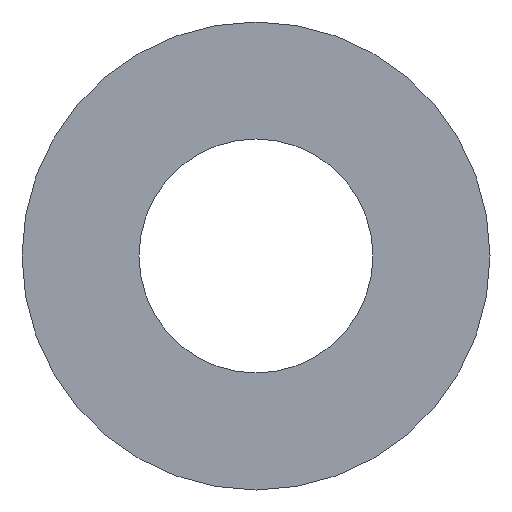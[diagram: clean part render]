
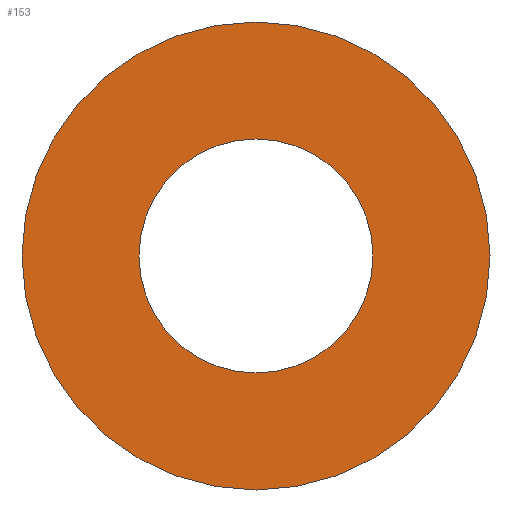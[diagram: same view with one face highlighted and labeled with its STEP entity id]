
A CAD part, front view. The second image highlights one B-rep face of the part: STEP entity #153.
In plain terms, the highlighted planar face has unit normal (0, -1, 0).
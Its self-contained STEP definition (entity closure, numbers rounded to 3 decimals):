
#1 = EDGE_LOOP ( 'NONE', ( #16, #30 ) ) ;
#2 = EDGE_CURVE ( 'NONE', #61, #199, #21, .T. ) ;
#5 = CIRCLE ( 'NONE', #9, 16. ) ;
#9 = AXIS2_PLACEMENT_3D ( 'NONE', #189, #75, #44 ) ;
#10 = EDGE_CURVE ( 'NONE', #167, #151, #5, .T. ) ;
#11 = FACE_OUTER_BOUND ( 'NONE', #63, .T. ) ;
#12 = CARTESIAN_POINT ( 'NONE',  ( 0., -1.5, 8. ) ) ;
#15 = AXIS2_PLACEMENT_3D ( 'NONE', #65, #91, #72 ) ;
#16 = ORIENTED_EDGE ( 'NONE', *, *, #2, .T. ) ;
#21 = CIRCLE ( 'NONE', #85, 8. ) ;
#22 = ORIENTED_EDGE ( 'NONE', *, *, #57, .F. ) ;
#26 = DIRECTION ( 'NONE',  ( 0., 0., 1. ) ) ;
#30 = ORIENTED_EDGE ( 'NONE', *, *, #59, .T. ) ;
#43 = CIRCLE ( 'NONE', #15, 8. ) ;
#44 = DIRECTION ( 'NONE',  ( 0., 0., 1. ) ) ;
#56 = AXIS2_PLACEMENT_3D ( 'NONE', #103, #74, #171 ) ;
#57 = EDGE_CURVE ( 'NONE', #151, #167, #130, .T. ) ;
#59 = EDGE_CURVE ( 'NONE', #199, #61, #43, .T. ) ;
#61 = VERTEX_POINT ( 'NONE', #173 ) ;
#63 = EDGE_LOOP ( 'NONE', ( #106, #22 ) ) ;
#65 = CARTESIAN_POINT ( 'NONE',  ( 0., -1.5, 0. ) ) ;
#72 = DIRECTION ( 'NONE',  ( 0., 0., 1. ) ) ;
#74 = DIRECTION ( 'NONE',  ( 0., 1., 0. ) ) ;
#75 = DIRECTION ( 'NONE',  ( 0., 1., 0. ) ) ;
#80 = PLANE ( 'NONE',  #110 ) ;
#85 = AXIS2_PLACEMENT_3D ( 'NONE', #117, #187, #176 ) ;
#91 = DIRECTION ( 'NONE',  ( 0., 1., 0. ) ) ;
#95 = FACE_BOUND ( 'NONE', #1, .T. ) ;
#103 = CARTESIAN_POINT ( 'NONE',  ( 0., -1.5, 0. ) ) ;
#106 = ORIENTED_EDGE ( 'NONE', *, *, #10, .F. ) ;
#110 = AXIS2_PLACEMENT_3D ( 'NONE', #193, #123, #26 ) ;
#117 = CARTESIAN_POINT ( 'NONE',  ( 0., -1.5, 0. ) ) ;
#123 = DIRECTION ( 'NONE',  ( 0., 1., 0. ) ) ;
#130 = CIRCLE ( 'NONE', #56, 16. ) ;
#151 = VERTEX_POINT ( 'NONE', #169 ) ;
#153 = ADVANCED_FACE ( 'NONE', ( #11, #95 ), #80, .F. ) ;
#167 = VERTEX_POINT ( 'NONE', #194 ) ;
#169 = CARTESIAN_POINT ( 'NONE',  ( 0., -1.5, 16. ) ) ;
#171 = DIRECTION ( 'NONE',  ( 0., 0., 1. ) ) ;
#173 = CARTESIAN_POINT ( 'NONE',  ( 0., -1.5, -8. ) ) ;
#176 = DIRECTION ( 'NONE',  ( 0., 0., 1. ) ) ;
#187 = DIRECTION ( 'NONE',  ( 0., 1., 0. ) ) ;
#189 = CARTESIAN_POINT ( 'NONE',  ( 0., -1.5, 0. ) ) ;
#193 = CARTESIAN_POINT ( 'NONE',  ( 0., -1.5, 0. ) ) ;
#194 = CARTESIAN_POINT ( 'NONE',  ( 0., -1.5, -16. ) ) ;
#199 = VERTEX_POINT ( 'NONE', #12 ) ;
